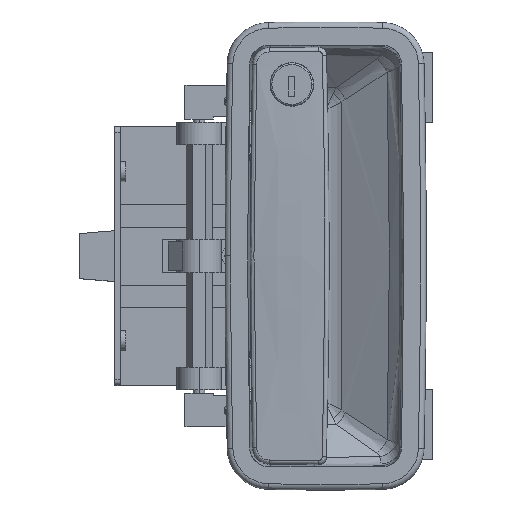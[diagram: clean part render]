
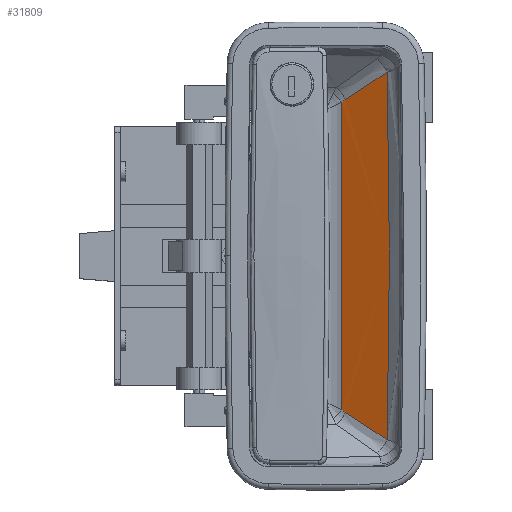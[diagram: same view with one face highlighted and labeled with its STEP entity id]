
A CAD part, top view. The second image highlights one B-rep face of the part: STEP entity #31809.
In plain terms, the highlighted cylindrical face has radius 200 mm (diameter 400 mm), a partial arc.
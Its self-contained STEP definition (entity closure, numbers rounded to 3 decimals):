
#720 = CARTESIAN_POINT ( 'NONE',  ( -7.045, -55.652, -21.013 ) ) ;
#791 = VERTEX_POINT ( 'NONE', #6128 ) ;
#1163 = VERTEX_POINT ( 'NONE', #20742 ) ;
#2325 = EDGE_LOOP ( 'NONE', ( #15560, #29406, #4961, #6197, #8894, #3968 ) ) ;
#2532 = CARTESIAN_POINT ( 'NONE',  ( -22.41, 43.596, -12.413 ) ) ;
#3024 = CARTESIAN_POINT ( 'NONE',  ( -12.122, 58.867, -18.458 ) ) ;
#3333 = VERTEX_POINT ( 'NONE', #32070 ) ;
#3383 = B_SPLINE_CURVE_WITH_KNOTS ( 'NONE', 3,
 ( #26427, #6203, #5979, #26667 ),
 .UNSPECIFIED., .F., .F.,
 ( 4, 4 ),
 ( 0., 0.002 ),
 .UNSPECIFIED. ) ;
#3496 = CARTESIAN_POINT ( 'NONE',  ( -12.122, -58.867, -18.458 ) ) ;
#3968 = ORIENTED_EDGE ( 'NONE', *, *, #16172, .F. ) ;
#4167 = EDGE_CURVE ( 'NONE', #791, #12864, #23663, .T. ) ;
#4846 = B_SPLINE_CURVE_WITH_KNOTS ( 'NONE', 3,
 ( #18603, #5638, #3024, #23840 ),
 .UNSPECIFIED., .F., .F.,
 ( 4, 4 ),
 ( 0., 0.02 ),
 .UNSPECIFIED. ) ;
#4961 = ORIENTED_EDGE ( 'NONE', *, *, #18967, .F. ) ;
#4964 = LINE ( 'NONE', #10405, #27345 ) ;
#5278 = EDGE_CURVE ( 'NONE', #12864, #29846, #4964, .T. ) ;
#5638 = CARTESIAN_POINT ( 'NONE',  ( -17.061, 62.124, -15.702 ) ) ;
#5979 = CARTESIAN_POINT ( 'NONE',  ( -6.591, -55.364, -21.242 ) ) ;
#6109 = CARTESIAN_POINT ( 'NONE',  ( -17.061, -62.124, -15.702 ) ) ;
#6128 = CARTESIAN_POINT ( 'NONE',  ( -7.045, 55.652, -21.013 ) ) ;
#6197 = ORIENTED_EDGE ( 'NONE', *, *, #24228, .F. ) ;
#6203 = CARTESIAN_POINT ( 'NONE',  ( -6.158, -55.042, -21.458 ) ) ;
#6381 = EDGE_CURVE ( 'NONE', #3333, #30578, #22637, .T. ) ;
#6966 = CARTESIAN_POINT ( 'NONE',  ( -5.761, 54.659, -21.654 ) ) ;
#8894 = ORIENTED_EDGE ( 'NONE', *, *, #6381, .F. ) ;
#9041 = CARTESIAN_POINT ( 'NONE',  ( -5.761, 54.659, -21.654 ) ) ;
#10405 = CARTESIAN_POINT ( 'NONE',  ( -5.761, -77.2, -21.654 ) ) ;
#10747 = CYLINDRICAL_SURFACE ( 'NONE', #13694, 200. ) ;
#11667 = DIRECTION ( 'NONE',  ( 0., 0., 1. ) ) ;
#11788 = B_SPLINE_CURVE_WITH_KNOTS ( 'NONE', 3,
 ( #28732, #13022, #15421, #20733, #2532, #18011 ),
 .UNSPECIFIED., .F., .F.,
 ( 4, 2, 4 ),
 ( 0., 0.065, 0.131 ),
 .UNSPECIFIED. ) ;
#11991 = CARTESIAN_POINT ( 'NONE',  ( 82.871, -77.2, 157.635 ) ) ;
#12223 = CARTESIAN_POINT ( 'NONE',  ( -7.045, 55.652, -21.013 ) ) ;
#12864 = VERTEX_POINT ( 'NONE', #9041 ) ;
#13022 = CARTESIAN_POINT ( 'NONE',  ( -22.41, -43.596, -12.413 ) ) ;
#13694 = AXIS2_PLACEMENT_3D ( 'NONE', #11991, #14581, #11667 ) ;
#14581 = DIRECTION ( 'NONE',  ( 0., 1., 0. ) ) ;
#15421 = CARTESIAN_POINT ( 'NONE',  ( -22.676, -21.799, -12.247 ) ) ;
#15560 = ORIENTED_EDGE ( 'NONE', *, *, #5278, .F. ) ;
#16172 = EDGE_CURVE ( 'NONE', #29846, #3333, #3383, .T. ) ;
#18011 = CARTESIAN_POINT ( 'NONE',  ( -21.879, 65.386, -12.739 ) ) ;
#18603 = CARTESIAN_POINT ( 'NONE',  ( -21.879, 65.386, -12.739 ) ) ;
#18967 = EDGE_CURVE ( 'NONE', #1163, #791, #4846, .T. ) ;
#20733 = CARTESIAN_POINT ( 'NONE',  ( -22.676, 21.799, -12.247 ) ) ;
#20742 = CARTESIAN_POINT ( 'NONE',  ( -21.879, 65.386, -12.739 ) ) ;
#21731 = CARTESIAN_POINT ( 'NONE',  ( -5.761, -54.659, -21.654 ) ) ;
#22637 = B_SPLINE_CURVE_WITH_KNOTS ( 'NONE', 3,
 ( #720, #3496, #6109, #26896 ),
 .UNSPECIFIED., .F., .F.,
 ( 4, 4 ),
 ( 0., 0.02 ),
 .UNSPECIFIED. ) ;
#23663 = B_SPLINE_CURVE_WITH_KNOTS ( 'NONE', 3,
 ( #12223, #25488, #28102, #6966 ),
 .UNSPECIFIED., .F., .F.,
 ( 4, 4 ),
 ( 0., 0.002 ),
 .UNSPECIFIED. ) ;
#23840 = CARTESIAN_POINT ( 'NONE',  ( -7.045, 55.652, -21.013 ) ) ;
#24228 = EDGE_CURVE ( 'NONE', #30578, #1163, #11788, .T. ) ;
#25488 = CARTESIAN_POINT ( 'NONE',  ( -6.591, 55.364, -21.242 ) ) ;
#26427 = CARTESIAN_POINT ( 'NONE',  ( -5.761, -54.659, -21.654 ) ) ;
#26667 = CARTESIAN_POINT ( 'NONE',  ( -7.045, -55.652, -21.013 ) ) ;
#26896 = CARTESIAN_POINT ( 'NONE',  ( -21.879, -65.386, -12.739 ) ) ;
#27345 = VECTOR ( 'NONE', #33801, 1000. ) ;
#28102 = CARTESIAN_POINT ( 'NONE',  ( -6.158, 55.042, -21.458 ) ) ;
#28732 = CARTESIAN_POINT ( 'NONE',  ( -21.879, -65.386, -12.739 ) ) ;
#29406 = ORIENTED_EDGE ( 'NONE', *, *, #4167, .F. ) ;
#29846 = VERTEX_POINT ( 'NONE', #21731 ) ;
#30578 = VERTEX_POINT ( 'NONE', #31458 ) ;
#31458 = CARTESIAN_POINT ( 'NONE',  ( -21.879, -65.386, -12.739 ) ) ;
#31809 = ADVANCED_FACE ( 'NONE', ( #32705 ), #10747, .F. ) ;
#32070 = CARTESIAN_POINT ( 'NONE',  ( -7.045, -55.652, -21.013 ) ) ;
#32705 = FACE_OUTER_BOUND ( 'NONE', #2325, .T. ) ;
#33801 = DIRECTION ( 'NONE',  ( 0., -1., 0. ) ) ;
